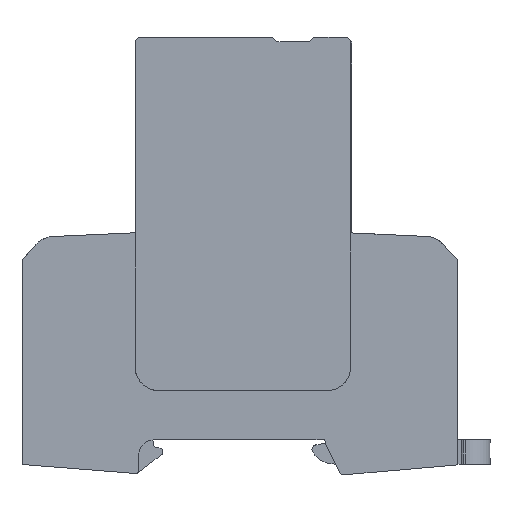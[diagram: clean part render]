
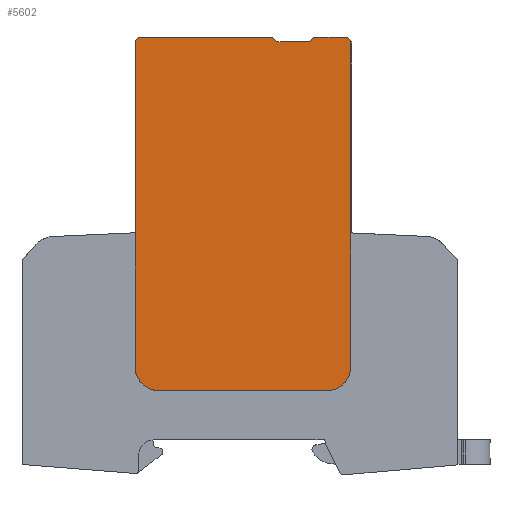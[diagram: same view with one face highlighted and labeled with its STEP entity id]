
A CAD part, left-side view. The second image highlights one B-rep face of the part: STEP entity #5602.
In plain terms, the highlighted planar face has unit normal (-1, 0, 0).
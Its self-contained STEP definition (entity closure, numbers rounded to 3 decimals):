
#5509=AXIS2_PLACEMENT_3D('Plane Axis2P3D',#5506,#5507,#5508) ;
#5513=AXIS2_PLACEMENT_3D('Circle Axis2P3D',#5511,#5512,$) ;
#5529=AXIS2_PLACEMENT_3D('Circle Axis2P3D',#5527,#5528,$) ;
#5536=AXIS2_PLACEMENT_3D('Circle Axis2P3D',#5534,#5535,$) ;
#5581=AXIS2_PLACEMENT_3D('Circle Axis2P3D',#5579,#5580,$) ;
#1237=CARTESIAN_POINT('Vertex',(0.25,73.545,50.152)) ;
#1508=CARTESIAN_POINT('Vertex',(0.25,28.834,50.127)) ;
#2439=CARTESIAN_POINT('Line Origine',(0.25,73.545,70.066)) ;
#2443=CARTESIAN_POINT('Vertex',(0.25,73.545,89.98)) ;
#2471=CARTESIAN_POINT('Line Origine',(0.25,73.545,36.284)) ;
#2475=CARTESIAN_POINT('Vertex',(0.25,73.545,22.416)) ;
#4323=CARTESIAN_POINT('Line Origine',(0.25,28.834,36.272)) ;
#4327=CARTESIAN_POINT('Vertex',(0.25,28.834,22.416)) ;
#4377=CARTESIAN_POINT('Vertex',(0.25,28.834,89.98)) ;
#4380=CARTESIAN_POINT('Line Origine',(0.25,28.834,70.053)) ;
#5486=CARTESIAN_POINT('Line Origine',(0.25,73.195,90.33)) ;
#5490=CARTESIAN_POINT('Vertex',(0.25,72.845,90.68)) ;
#5506=CARTESIAN_POINT('Axis2P3D Location',(0.25,51.545,7.416)) ;
#5511=CARTESIAN_POINT('Axis2P3D Location',(0.25,68.545,22.416)) ;
#5515=CARTESIAN_POINT('Vertex',(0.25,72.545,19.416)) ;
#5517=CARTESIAN_POINT('Vertex',(0.25,68.545,17.416)) ;
#5520=CARTESIAN_POINT('Line Origine',(0.25,51.19,17.416)) ;
#5524=CARTESIAN_POINT('Vertex',(0.25,33.834,17.416)) ;
#5527=CARTESIAN_POINT('Axis2P3D Location',(0.25,33.834,22.416)) ;
#5531=CARTESIAN_POINT('Vertex',(0.25,29.834,19.416)) ;
#5534=CARTESIAN_POINT('Axis2P3D Location',(0.25,33.834,22.416)) ;
#5539=CARTESIAN_POINT('Line Origine',(0.25,29.184,90.33)) ;
#5543=CARTESIAN_POINT('Vertex',(0.25,29.534,90.68)) ;
#5546=CARTESIAN_POINT('Line Origine',(0.25,33.034,90.68)) ;
#5550=CARTESIAN_POINT('Vertex',(0.25,36.533,90.68)) ;
#5553=CARTESIAN_POINT('Line Origine',(0.25,36.984,90.229)) ;
#5557=CARTESIAN_POINT('Vertex',(0.25,37.434,89.778)) ;
#5560=CARTESIAN_POINT('Line Origine',(0.25,40.784,89.778)) ;
#5564=CARTESIAN_POINT('Vertex',(0.25,44.134,89.778)) ;
#5567=CARTESIAN_POINT('Line Origine',(0.25,44.585,90.229)) ;
#5571=CARTESIAN_POINT('Vertex',(0.25,45.036,90.68)) ;
#5574=CARTESIAN_POINT('Line Origine',(0.25,58.94,90.68)) ;
#5579=CARTESIAN_POINT('Axis2P3D Location',(0.25,68.545,22.416)) ;
#2440=DIRECTION('Vector Direction',(0.,0.,-1.)) ;
#2472=DIRECTION('Vector Direction',(0.,0.,-1.)) ;
#4324=DIRECTION('Vector Direction',(0.,0.,-1.)) ;
#4381=DIRECTION('Vector Direction',(0.,0.,-1.)) ;
#5487=DIRECTION('Vector Direction',(0.,0.707,-0.707)) ;
#5507=DIRECTION('Axis2P3D Direction',(-1.,0.,0.)) ;
#5508=DIRECTION('Axis2P3D XDirection',(0.,-1.,0.)) ;
#5512=DIRECTION('Axis2P3D Direction',(-1.,0.,0.)) ;
#5521=DIRECTION('Vector Direction',(0.,1.,0.)) ;
#5528=DIRECTION('Axis2P3D Direction',(-1.,0.,0.)) ;
#5535=DIRECTION('Axis2P3D Direction',(-1.,0.,0.)) ;
#5540=DIRECTION('Vector Direction',(0.,0.707,0.707)) ;
#5547=DIRECTION('Vector Direction',(0.,1.,0.)) ;
#5554=DIRECTION('Vector Direction',(0.,0.707,-0.707)) ;
#5561=DIRECTION('Vector Direction',(0.,1.,0.)) ;
#5568=DIRECTION('Vector Direction',(0.,0.707,0.707)) ;
#5575=DIRECTION('Vector Direction',(0.,1.,0.)) ;
#5580=DIRECTION('Axis2P3D Direction',(-1.,0.,0.)) ;
#2441=VECTOR('Line Direction',#2440,1.) ;
#2473=VECTOR('Line Direction',#2472,1.) ;
#4325=VECTOR('Line Direction',#4324,1.) ;
#4382=VECTOR('Line Direction',#4381,1.) ;
#5488=VECTOR('Line Direction',#5487,1.) ;
#5522=VECTOR('Line Direction',#5521,1.) ;
#5541=VECTOR('Line Direction',#5540,1.) ;
#5548=VECTOR('Line Direction',#5547,1.) ;
#5555=VECTOR('Line Direction',#5554,1.) ;
#5562=VECTOR('Line Direction',#5561,1.) ;
#5569=VECTOR('Line Direction',#5568,1.) ;
#5576=VECTOR('Line Direction',#5575,1.) ;
#5585=ORIENTED_EDGE('',*,*,#5519,.T.) ;
#5586=ORIENTED_EDGE('',*,*,#5526,.T.) ;
#5587=ORIENTED_EDGE('',*,*,#5533,.T.) ;
#5588=ORIENTED_EDGE('',*,*,#5538,.T.) ;
#5589=ORIENTED_EDGE('',*,*,#4329,.T.) ;
#5590=ORIENTED_EDGE('',*,*,#4384,.T.) ;
#5591=ORIENTED_EDGE('',*,*,#5545,.T.) ;
#5592=ORIENTED_EDGE('',*,*,#5552,.T.) ;
#5593=ORIENTED_EDGE('',*,*,#5559,.T.) ;
#5594=ORIENTED_EDGE('',*,*,#5566,.T.) ;
#5595=ORIENTED_EDGE('',*,*,#5573,.T.) ;
#5596=ORIENTED_EDGE('',*,*,#5578,.T.) ;
#5597=ORIENTED_EDGE('',*,*,#5492,.T.) ;
#5598=ORIENTED_EDGE('',*,*,#2445,.T.) ;
#5599=ORIENTED_EDGE('',*,*,#2477,.T.) ;
#5600=ORIENTED_EDGE('',*,*,#5583,.T.) ;
#5602=ADVANCED_FACE('VPU',(#5601),#5510,.T.) ;
#5514=CIRCLE('generated circle',#5513,5.) ;
#5530=CIRCLE('generated circle',#5529,5.) ;
#5537=CIRCLE('generated circle',#5536,5.) ;
#5582=CIRCLE('generated circle',#5581,5.) ;
#2445=EDGE_CURVE('',#2444,#1238,#2442,.T.) ;
#2477=EDGE_CURVE('',#1238,#2476,#2474,.T.) ;
#4329=EDGE_CURVE('',#4328,#1509,#4326,.F.) ;
#4384=EDGE_CURVE('',#1509,#4378,#4383,.F.) ;
#5492=EDGE_CURVE('',#5491,#2444,#5489,.T.) ;
#5519=EDGE_CURVE('',#5516,#5518,#5514,.T.) ;
#5526=EDGE_CURVE('',#5518,#5525,#5523,.F.) ;
#5533=EDGE_CURVE('',#5525,#5532,#5530,.T.) ;
#5538=EDGE_CURVE('',#5532,#4328,#5537,.T.) ;
#5545=EDGE_CURVE('',#4378,#5544,#5542,.T.) ;
#5552=EDGE_CURVE('',#5544,#5551,#5549,.T.) ;
#5559=EDGE_CURVE('',#5551,#5558,#5556,.T.) ;
#5566=EDGE_CURVE('',#5558,#5565,#5563,.T.) ;
#5573=EDGE_CURVE('',#5565,#5572,#5570,.T.) ;
#5578=EDGE_CURVE('',#5572,#5491,#5577,.T.) ;
#5583=EDGE_CURVE('',#2476,#5516,#5582,.T.) ;
#5584=EDGE_LOOP('',(#5585,#5586,#5587,#5588,#5589,#5590,#5591,#5592,#5593,#5594,#5595,#5596,#5597,#5598,#5599,#5600)) ;
#5601=FACE_OUTER_BOUND('',#5584,.T.) ;
#2442=LINE('Line',#2439,#2441) ;
#2474=LINE('Line',#2471,#2473) ;
#4326=LINE('Line',#4323,#4325) ;
#4383=LINE('Line',#4380,#4382) ;
#5489=LINE('Line',#5486,#5488) ;
#5523=LINE('Line',#5520,#5522) ;
#5542=LINE('Line',#5539,#5541) ;
#5549=LINE('Line',#5546,#5548) ;
#5556=LINE('Line',#5553,#5555) ;
#5563=LINE('Line',#5560,#5562) ;
#5570=LINE('Line',#5567,#5569) ;
#5577=LINE('Line',#5574,#5576) ;
#5510=PLANE('',#5509) ;
#1238=VERTEX_POINT('',#1237) ;
#1509=VERTEX_POINT('',#1508) ;
#2444=VERTEX_POINT('',#2443) ;
#2476=VERTEX_POINT('',#2475) ;
#4328=VERTEX_POINT('',#4327) ;
#4378=VERTEX_POINT('',#4377) ;
#5491=VERTEX_POINT('',#5490) ;
#5516=VERTEX_POINT('',#5515) ;
#5518=VERTEX_POINT('',#5517) ;
#5525=VERTEX_POINT('',#5524) ;
#5532=VERTEX_POINT('',#5531) ;
#5544=VERTEX_POINT('',#5543) ;
#5551=VERTEX_POINT('',#5550) ;
#5558=VERTEX_POINT('',#5557) ;
#5565=VERTEX_POINT('',#5564) ;
#5572=VERTEX_POINT('',#5571) ;
